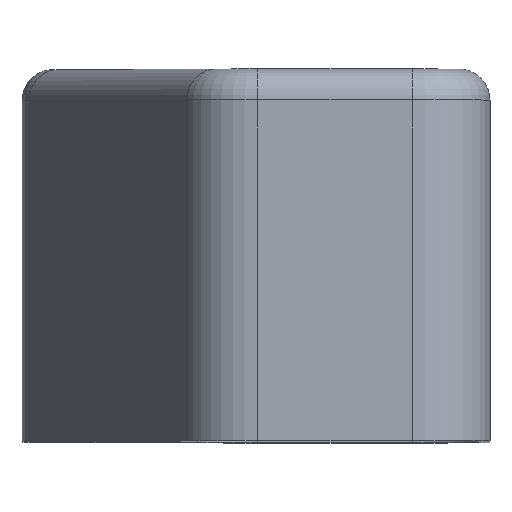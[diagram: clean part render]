
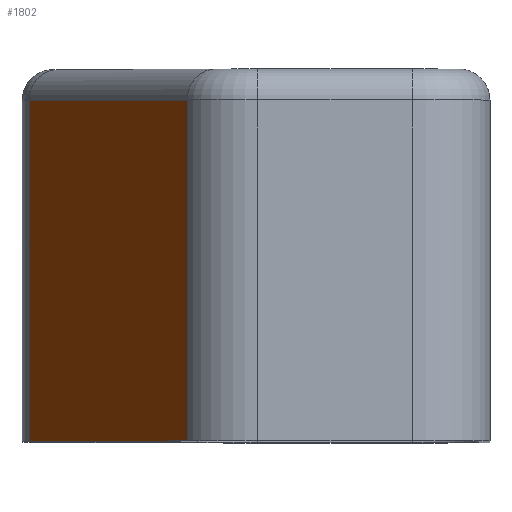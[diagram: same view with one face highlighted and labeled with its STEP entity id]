
A CAD part, top view. The second image highlights one B-rep face of the part: STEP entity #1802.
In plain terms, the highlighted planar face has unit normal (-0.908, 0, 0.419).
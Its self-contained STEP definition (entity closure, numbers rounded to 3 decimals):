
#65 = DIRECTION ( 'NONE',  ( -0.419, 0., -0.908 ) ) ;
#108 = ORIENTED_EDGE ( 'NONE', *, *, #2140, .T. ) ;
#113 = VERTEX_POINT ( 'NONE', #1211 ) ;
#208 = FACE_OUTER_BOUND ( 'NONE', #2251, .T. ) ;
#361 = DIRECTION ( 'NONE',  ( 0., 1., 0. ) ) ;
#439 = LINE ( 'NONE', #2536, #877 ) ;
#443 = VERTEX_POINT ( 'NONE', #1286 ) ;
#454 = AXIS2_PLACEMENT_3D ( 'NONE', #1615, #1819, #2216 ) ;
#507 = VECTOR ( 'NONE', #361, 1000. ) ;
#531 = CARTESIAN_POINT ( 'NONE',  ( -31.08, 48., 29.994 ) ) ;
#568 = VECTOR ( 'NONE', #65, 1000. ) ;
#800 = EDGE_CURVE ( 'NONE', #443, #2097, #1104, .T. ) ;
#829 = PLANE ( 'NONE',  #454 ) ;
#877 = VECTOR ( 'NONE', #1545, 1000. ) ;
#929 = CARTESIAN_POINT ( 'NONE',  ( -31.08, 0., 29.994 ) ) ;
#1104 = LINE ( 'NONE', #2146, #507 ) ;
#1211 = CARTESIAN_POINT ( 'NONE',  ( -31.08, 44., 29.994 ) ) ;
#1286 = CARTESIAN_POINT ( 'NONE',  ( -10.681, 0., 74.191 ) ) ;
#1425 = CARTESIAN_POINT ( 'NONE',  ( -31.08, 44., 29.994 ) ) ;
#1545 = DIRECTION ( 'NONE',  ( 0.419, 0., 0.908 ) ) ;
#1569 = ORIENTED_EDGE ( 'NONE', *, *, #1734, .T. ) ;
#1615 = CARTESIAN_POINT ( 'NONE',  ( -32., 48., 28. ) ) ;
#1730 = CARTESIAN_POINT ( 'NONE',  ( -10.681, 44., 74.191 ) ) ;
#1734 = EDGE_CURVE ( 'NONE', #2097, #113, #1916, .T. ) ;
#1773 = ORIENTED_EDGE ( 'NONE', *, *, #2373, .T. ) ;
#1802 = ADVANCED_FACE ( 'NONE', ( #208 ), #829, .F. ) ;
#1819 = DIRECTION ( 'NONE',  ( 0.908, 0., -0.419 ) ) ;
#1910 = LINE ( 'NONE', #531, #2288 ) ;
#1916 = LINE ( 'NONE', #1425, #568 ) ;
#2097 = VERTEX_POINT ( 'NONE', #1730 ) ;
#2139 = VERTEX_POINT ( 'NONE', #929 ) ;
#2140 = EDGE_CURVE ( 'NONE', #2139, #443, #439, .T. ) ;
#2146 = CARTESIAN_POINT ( 'NONE',  ( -10.681, 48., 74.191 ) ) ;
#2157 = ORIENTED_EDGE ( 'NONE', *, *, #800, .T. ) ;
#2216 = DIRECTION ( 'NONE',  ( -0.419, 0., -0.908 ) ) ;
#2251 = EDGE_LOOP ( 'NONE', ( #2157, #1569, #1773, #108 ) ) ;
#2288 = VECTOR ( 'NONE', #2339, 1000. ) ;
#2339 = DIRECTION ( 'NONE',  ( 0., -1., 0. ) ) ;
#2373 = EDGE_CURVE ( 'NONE', #113, #2139, #1910, .T. ) ;
#2536 = CARTESIAN_POINT ( 'NONE',  ( -32., 0., 28. ) ) ;
